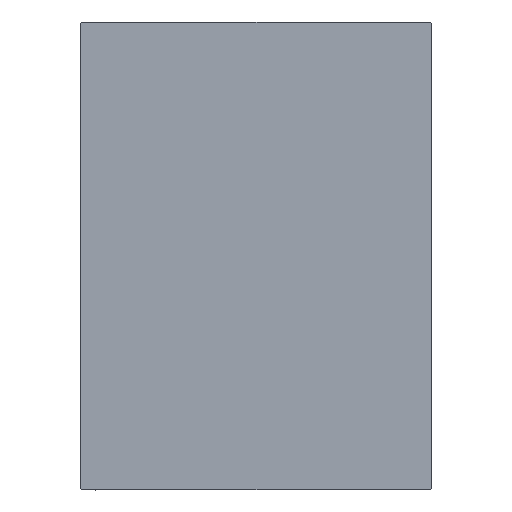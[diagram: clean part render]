
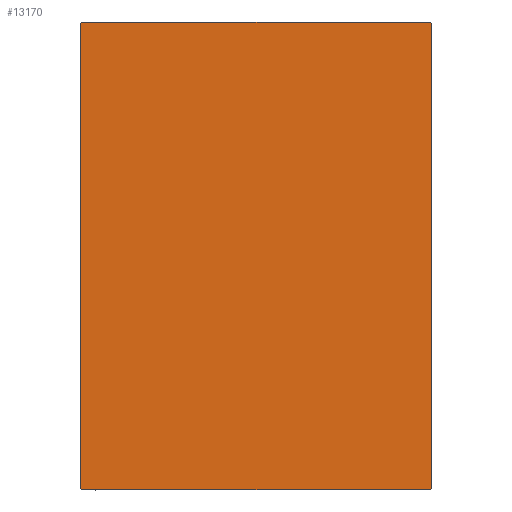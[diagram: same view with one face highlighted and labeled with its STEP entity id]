
A CAD part, left-side view. The second image highlights one B-rep face of the part: STEP entity #13170.
In plain terms, the highlighted face is planar.
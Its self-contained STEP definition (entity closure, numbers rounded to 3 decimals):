
#638 = DIRECTION ( 'NONE',  ( 0., -1., 0. ) ) ;
#829 = LINE ( 'NONE', #19131, #30640 ) ;
#1168 = EDGE_CURVE ( 'NONE', #5093, #24662, #13443, .T. ) ;
#1820 = CARTESIAN_POINT ( 'NONE',  ( 130., 37.5, -50. ) ) ;
#1898 = DIRECTION ( 'NONE',  ( 0., -0.707, -0.707 ) ) ;
#2449 = CARTESIAN_POINT ( 'NONE',  ( 130., -37.5, -49.7 ) ) ;
#2458 = CARTESIAN_POINT ( 'NONE',  ( 130., 37.5, -49.7 ) ) ;
#2675 = LINE ( 'NONE', #1820, #20289 ) ;
#2895 = CARTESIAN_POINT ( 'NONE',  ( 130., 43.6, 43.6 ) ) ;
#4139 = VERTEX_POINT ( 'NONE', #10876 ) ;
#5093 = VERTEX_POINT ( 'NONE', #16870 ) ;
#5314 = CARTESIAN_POINT ( 'NONE',  ( 130., 0., 0. ) ) ;
#5347 = CARTESIAN_POINT ( 'NONE',  ( 130., -37.2, -50. ) ) ;
#5893 = DIRECTION ( 'NONE',  ( 0., 0., -1. ) ) ;
#7108 = ORIENTED_EDGE ( 'NONE', *, *, #9097, .T. ) ;
#7157 = VERTEX_POINT ( 'NONE', #18100 ) ;
#7766 = VECTOR ( 'NONE', #36100, 1000. ) ;
#8464 = CARTESIAN_POINT ( 'NONE',  ( 130., -37.5, -50. ) ) ;
#9097 = EDGE_CURVE ( 'NONE', #24662, #4139, #17028, .T. ) ;
#10876 = CARTESIAN_POINT ( 'NONE',  ( 130., -37.2, 50. ) ) ;
#11605 = VECTOR ( 'NONE', #18169, 1000. ) ;
#11702 = LINE ( 'NONE', #8464, #11605 ) ;
#11908 = EDGE_CURVE ( 'NONE', #4139, #7157, #829, .T. ) ;
#13170 = ADVANCED_FACE ( 'NONE', ( #21912 ), #41336, .T. ) ;
#13443 = LINE ( 'NONE', #2895, #7766 ) ;
#14379 = VERTEX_POINT ( 'NONE', #2449 ) ;
#14530 = CARTESIAN_POINT ( 'NONE',  ( 130., -43.6, -43.6 ) ) ;
#14574 = DIRECTION ( 'NONE',  ( 0., 0., -1. ) ) ;
#14994 = VECTOR ( 'NONE', #5893, 1000. ) ;
#15012 = CARTESIAN_POINT ( 'NONE',  ( 130., 37.2, 50. ) ) ;
#15257 = VERTEX_POINT ( 'NONE', #2458 ) ;
#15613 = LINE ( 'NONE', #19284, #19813 ) ;
#16870 = CARTESIAN_POINT ( 'NONE',  ( 130., 37.5, 49.7 ) ) ;
#17028 = LINE ( 'NONE', #39694, #34025 ) ;
#17030 = EDGE_LOOP ( 'NONE', ( #31817, #42074, #31346, #39184, #7108, #41755, #20419, #25790 ) ) ;
#18100 = CARTESIAN_POINT ( 'NONE',  ( 130., -37.5, 49.7 ) ) ;
#18169 = DIRECTION ( 'NONE',  ( 0., 1., 0. ) ) ;
#18357 = CARTESIAN_POINT ( 'NONE',  ( 130., 37.2, -50. ) ) ;
#18393 = EDGE_CURVE ( 'NONE', #25361, #15257, #15613, .T. ) ;
#19131 = CARTESIAN_POINT ( 'NONE',  ( 130., -43.6, 43.6 ) ) ;
#19284 = CARTESIAN_POINT ( 'NONE',  ( 130., 43.6, -43.6 ) ) ;
#19715 = DIRECTION ( 'NONE',  ( 0., 0.707, 0.707 ) ) ;
#19813 = VECTOR ( 'NONE', #19715, 1000. ) ;
#20289 = VECTOR ( 'NONE', #35219, 1000. ) ;
#20419 = ORIENTED_EDGE ( 'NONE', *, *, #24088, .T. ) ;
#21912 = FACE_OUTER_BOUND ( 'NONE', #17030, .T. ) ;
#24088 = EDGE_CURVE ( 'NONE', #7157, #14379, #41921, .T. ) ;
#24662 = VERTEX_POINT ( 'NONE', #15012 ) ;
#25361 = VERTEX_POINT ( 'NONE', #18357 ) ;
#25790 = ORIENTED_EDGE ( 'NONE', *, *, #31432, .T. ) ;
#26206 = EDGE_CURVE ( 'NONE', #30450, #25361, #11702, .T. ) ;
#26488 = VECTOR ( 'NONE', #27278, 1000. ) ;
#27278 = DIRECTION ( 'NONE',  ( 0., 0.707, -0.707 ) ) ;
#30450 = VERTEX_POINT ( 'NONE', #5347 ) ;
#30640 = VECTOR ( 'NONE', #1898, 1000. ) ;
#30704 = AXIS2_PLACEMENT_3D ( 'NONE', #5314, #35061, #14574 ) ;
#31346 = ORIENTED_EDGE ( 'NONE', *, *, #31591, .T. ) ;
#31432 = EDGE_CURVE ( 'NONE', #14379, #30450, #37207, .T. ) ;
#31591 = EDGE_CURVE ( 'NONE', #15257, #5093, #2675, .T. ) ;
#31817 = ORIENTED_EDGE ( 'NONE', *, *, #26206, .T. ) ;
#32201 = CARTESIAN_POINT ( 'NONE',  ( 130., -37.5, 50. ) ) ;
#34025 = VECTOR ( 'NONE', #638, 1000. ) ;
#35061 = DIRECTION ( 'NONE',  ( 1., 0., 0. ) ) ;
#35219 = DIRECTION ( 'NONE',  ( 0., 0., 1. ) ) ;
#36100 = DIRECTION ( 'NONE',  ( 0., -0.707, 0.707 ) ) ;
#37207 = LINE ( 'NONE', #14530, #26488 ) ;
#39184 = ORIENTED_EDGE ( 'NONE', *, *, #1168, .T. ) ;
#39694 = CARTESIAN_POINT ( 'NONE',  ( 130., 37.5, 50. ) ) ;
#41336 = PLANE ( 'NONE',  #30704 ) ;
#41755 = ORIENTED_EDGE ( 'NONE', *, *, #11908, .T. ) ;
#41921 = LINE ( 'NONE', #32201, #14994 ) ;
#42074 = ORIENTED_EDGE ( 'NONE', *, *, #18393, .T. ) ;
